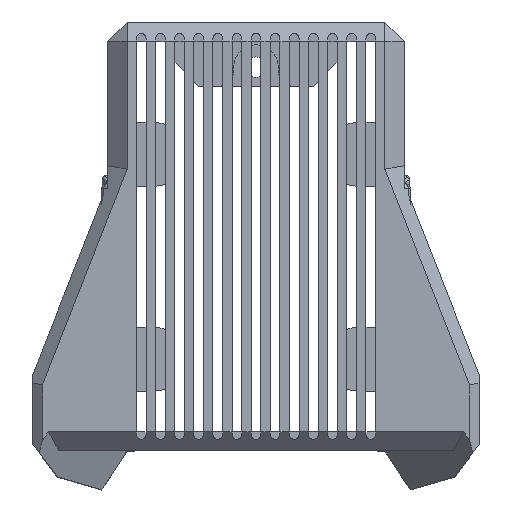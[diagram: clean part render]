
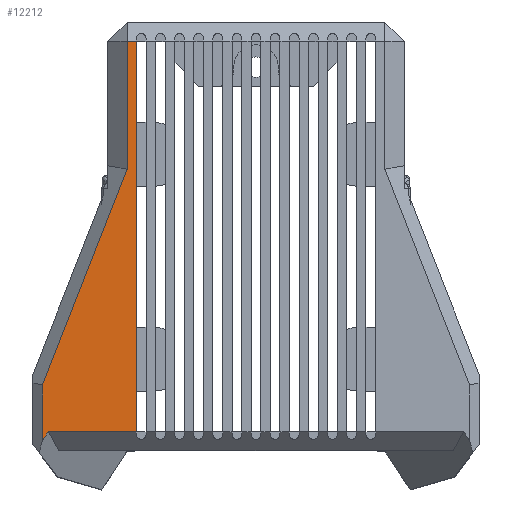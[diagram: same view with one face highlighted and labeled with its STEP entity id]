
A CAD part, top view. The second image highlights one B-rep face of the part: STEP entity #12212.
In plain terms, the highlighted planar face has unit normal (0, 0, 1).
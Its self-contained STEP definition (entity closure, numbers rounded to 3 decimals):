
#653=PLANE('',#13162);
#1247=FACE_OUTER_BOUND('',#1899,.T.);
#1899=EDGE_LOOP('',(#10989,#10990,#10991,#10992,#10993,#10994,#10995));
#2276=LINE('',#17279,#3572);
#2279=LINE('',#17285,#3575);
#2320=LINE('',#17405,#3616);
#3083=LINE('',#21602,#4379);
#3193=LINE('',#21803,#4489);
#3194=LINE('',#21805,#4490);
#3195=LINE('',#21806,#4491);
#3572=VECTOR('',#13866,10.);
#3575=VECTOR('',#13871,10.);
#3616=VECTOR('',#13996,10.);
#4379=VECTOR('',#16057,10.);
#4489=VECTOR('',#16235,10.);
#4490=VECTOR('',#16236,10.);
#4491=VECTOR('',#16237,10.);
#5183=VERTEX_POINT('',#17270);
#5187=VERTEX_POINT('',#17277);
#5189=VERTEX_POINT('',#17284);
#5226=VERTEX_POINT('',#17403);
#5983=VERTEX_POINT('',#21600);
#6040=VERTEX_POINT('',#21802);
#6041=VERTEX_POINT('',#21804);
#6448=EDGE_CURVE('',#5187,#5183,#2276,.T.);
#6451=EDGE_CURVE('',#5183,#5189,#2279,.T.);
#6511=EDGE_CURVE('',#5226,#5187,#2320,.T.);
#7677=EDGE_CURVE('',#5226,#5983,#3083,.T.);
#7787=EDGE_CURVE('',#5983,#6040,#3193,.T.);
#7788=EDGE_CURVE('',#6041,#6040,#3194,.T.);
#7789=EDGE_CURVE('',#5189,#6041,#3195,.T.);
#10989=ORIENTED_EDGE('',*,*,#7787,.T.);
#10990=ORIENTED_EDGE('',*,*,#7788,.F.);
#10991=ORIENTED_EDGE('',*,*,#7789,.F.);
#10992=ORIENTED_EDGE('',*,*,#6451,.F.);
#10993=ORIENTED_EDGE('',*,*,#6448,.F.);
#10994=ORIENTED_EDGE('',*,*,#6511,.F.);
#10995=ORIENTED_EDGE('',*,*,#7677,.T.);
#12212=ADVANCED_FACE('',(#1247),#653,.T.);
#13162=AXIS2_PLACEMENT_3D('',#21801,#16233,#16234);
#13866=DIRECTION('',(0.,1.,0.));
#13871=DIRECTION('',(0.365,0.931,0.));
#13996=DIRECTION('',(-0.543,-0.84,0.));
#16057=DIRECTION('',(1.,0.,0.));
#16233=DIRECTION('center_axis',(0.,0.,
1.));
#16234=DIRECTION('ref_axis',(0.,1.,0.));
#16235=DIRECTION('',(0.,1.,0.));
#16236=DIRECTION('',(1.,0.,0.));
#16237=DIRECTION('',(0.,1.,0.));
#17270=CARTESIAN_POINT('',(-33.349,-32.926,67.501));
#17277=CARTESIAN_POINT('',(-33.349,-41.674,67.501));
#17279=CARTESIAN_POINT('',(-33.349,-37.272,67.501));
#17284=CARTESIAN_POINT('',(-20.09,0.901,67.501));
#17285=CARTESIAN_POINT('',(-25.269,-12.313,67.501));
#17403=CARTESIAN_POINT('',(-32.442,-40.272,67.501));
#17405=CARTESIAN_POINT('',(-25.716,-29.881,67.501));
#21600=CARTESIAN_POINT('',(-18.612,-40.272,67.501));
#21602=CARTESIAN_POINT('',(-23.09,-40.272,67.501));
#21801=CARTESIAN_POINT('Origin',(23.366,-50.1,67.501));
#21802=CARTESIAN_POINT('',(-18.612,21.,67.501));
#21803=CARTESIAN_POINT('',(-18.612,-48.825,67.501));
#21804=CARTESIAN_POINT('',(-20.09,21.,67.501));
#21805=CARTESIAN_POINT('',(23.366,21.,67.501));
#21806=CARTESIAN_POINT('',(-20.09,-24.747,67.501));
